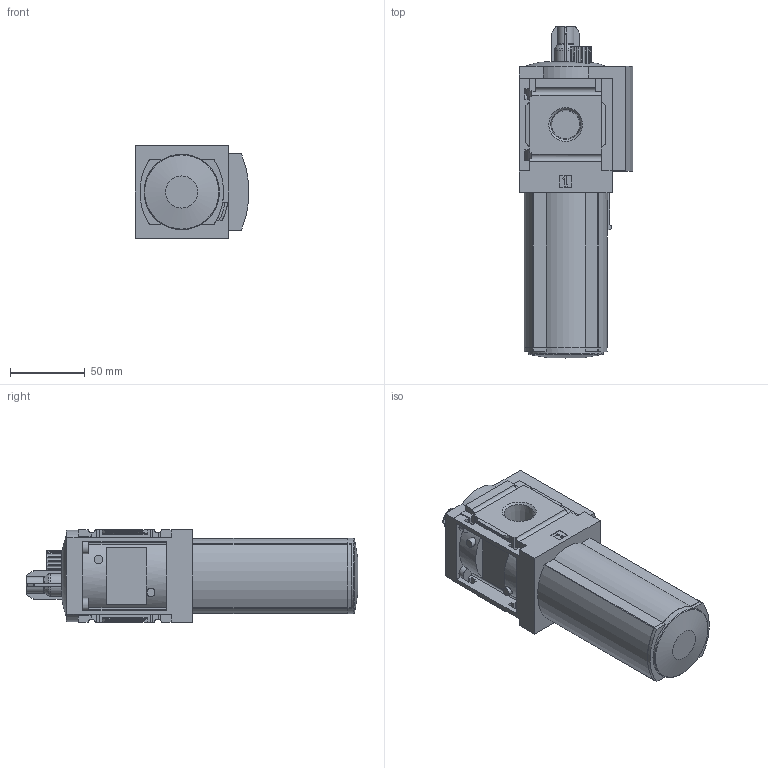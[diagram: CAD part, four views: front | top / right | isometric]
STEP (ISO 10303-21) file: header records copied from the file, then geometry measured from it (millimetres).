
FILE_DESCRIPTION(/* description */ ('STEP AP214'),/* implementation_level */ '2;1');
FILE_NAME(/* name */ '531717_MS6N-LOE-1_2-U',/* time_stamp */ '2024-09-11T14:58:17+02:00',/* author */ ('License CC BY-ND 4.0'),/* organization */ ('CADENAS'),/* preprocessor_version */ 'ST-DEVELOPER v19.3',/* originating_system */ 'PARTsolutions',/* authorisation */ ' ');
FILE_SCHEMA (('AUTOMOTIVE_DESIGN {1 0 10303 214 3 1 1}'));
Length unit declared in the file: millimetre
Products named in the file (2): 531717 MS6N-LOE-1/2-U; 527675 MS6N-LOE-1/2-U0D
Assembly tree (1 placements, depth 2):
  531717 MS6N-LOE-1/2-U
    527675 MS6N-LOE-1/2-U0D
Bounding box: 75.8 x 222 x 62 mm (x, y, z)
Volume: 591367.3 mm3; surface area: 59995 mm2
Topology: 1 solids, 1 shells, 318 faces, 917 edges, 608 vertices
Faces by surface type: plane 182, cylinder 104, torus 17, cone 14, sphere 1
Full cylindrical faces by diameter (mm): 5.5 x2, 50.4 x1
Entity records: 12758 total; most frequent: CARTESIAN_POINT 2112, ORIENTED_EDGE 1802, DIRECTION 1698, EDGE_CURVE 901, VERTEX_POINT 603, LINE 582, VECTOR 582, AXIS2_PLACEMENT_3D 558
